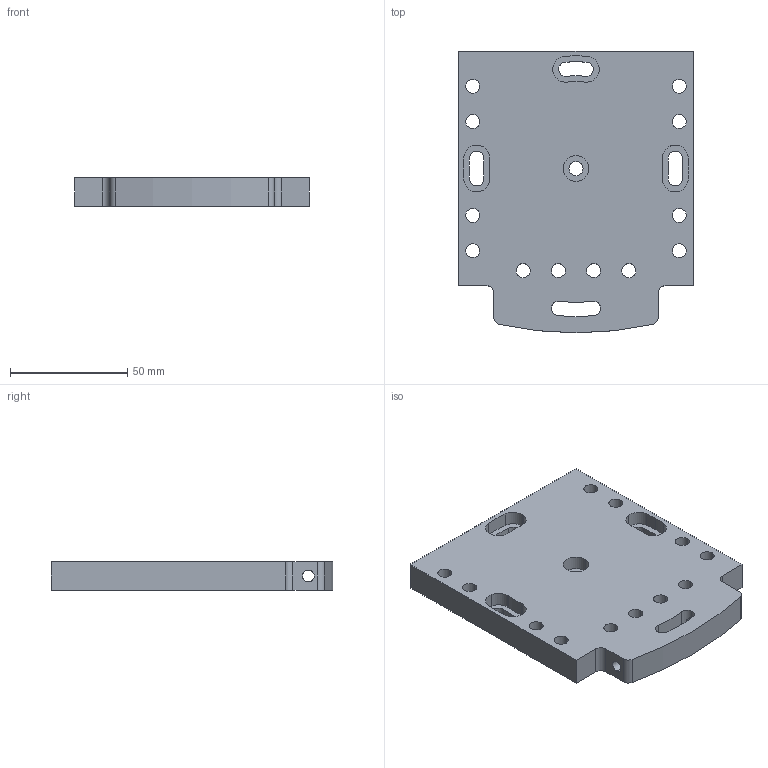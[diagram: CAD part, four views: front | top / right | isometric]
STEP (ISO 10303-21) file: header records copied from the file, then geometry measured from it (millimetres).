
FILE_DESCRIPTION (( 'STEP AP214' ), '1' );
FILE_NAME ('源砃褒覃誹攫.STEP', '2023-09-02T03:06:53', ( '' ), ( '' ), 'SwSTEP 2.0', 'SolidWorks 2020', '' );
FILE_SCHEMA (( 'AUTOMOTIVE_DESIGN' ));
Length unit declared in the file: millimetre
Products named in the file (1): 源砃褒覃誹攫
Bounding box: 100 x 120 x 12 mm (x, y, z)
Volume: 118708.1 mm3; surface area: 33345.2 mm2
Topology: 1 solids, 1 shells, 156 faces, 420 edges, 280 vertices
Faces by surface type: cylinder 115, plane 41
Entity records: 5236 total; most frequent: CARTESIAN_POINT 1007, DIRECTION 944, ORIENTED_EDGE 840, EDGE_CURVE 420, AXIS2_PLACEMENT_3D 381, VERTEX_POINT 280, CIRCLE 224, EDGE_LOOP 208
